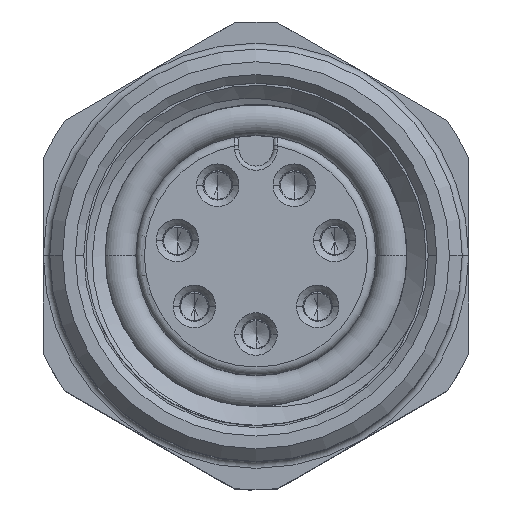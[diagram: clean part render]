
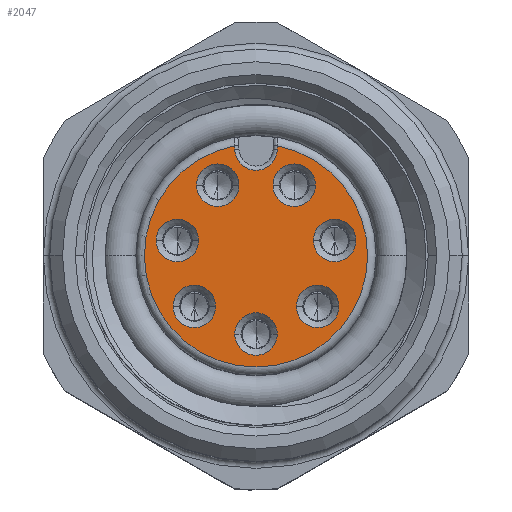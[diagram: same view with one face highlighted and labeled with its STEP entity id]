
A CAD part, top view. The second image highlights one B-rep face of the part: STEP entity #2047.
In plain terms, the highlighted planar face has unit normal (0, 0, 1).
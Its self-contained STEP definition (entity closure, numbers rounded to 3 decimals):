
#1=CARTESIAN_POINT('',(1.85,0.35,5.4));
#2=DIRECTION('',(0.,0.,-1.));
#3=DIRECTION('',(-1.,0.,0.));
#4=AXIS2_PLACEMENT_3D('',#1,#2,#3);
#6=CARTESIAN_POINT('',(1.85,0.35,5.4));
#7=DIRECTION('',(0.,0.,-1.));
#8=DIRECTION('',(1.,0.,0.));
#9=AXIS2_PLACEMENT_3D('',#6,#7,#8);
#11=CARTESIAN_POINT('',(1.45,-1.2,5.4));
#12=DIRECTION('',(0.,0.,-1.));
#13=DIRECTION('',(1.,0.,0.));
#14=AXIS2_PLACEMENT_3D('',#11,#12,#13);
#16=CARTESIAN_POINT('',(1.45,-1.2,5.4));
#17=DIRECTION('',(0.,0.,-1.));
#18=DIRECTION('',(-1.,0.,0.));
#19=AXIS2_PLACEMENT_3D('',#16,#17,#18);
#21=CARTESIAN_POINT('',(0.9,1.65,5.4));
#22=DIRECTION('',(0.,0.,-1.));
#23=DIRECTION('',(-1.,0.,0.));
#24=AXIS2_PLACEMENT_3D('',#21,#22,#23);
#26=CARTESIAN_POINT('',(0.9,1.65,5.4));
#27=DIRECTION('',(0.,0.,-1.));
#28=DIRECTION('',(1.,0.,0.));
#29=AXIS2_PLACEMENT_3D('',#26,#27,#28);
#31=CARTESIAN_POINT('',(-0.9,1.65,5.4));
#32=DIRECTION('',(0.,0.,-1.));
#33=DIRECTION('',(-1.,0.,0.));
#34=AXIS2_PLACEMENT_3D('',#31,#32,#33);
#36=CARTESIAN_POINT('',(-0.9,1.65,5.4));
#37=DIRECTION('',(0.,0.,-1.));
#38=DIRECTION('',(1.,0.,0.));
#39=AXIS2_PLACEMENT_3D('',#36,#37,#38);
#41=CARTESIAN_POINT('',(-1.85,0.35,5.4));
#42=DIRECTION('',(0.,0.,-1.));
#43=DIRECTION('',(1.,0.,0.));
#44=AXIS2_PLACEMENT_3D('',#41,#42,#43);
#46=CARTESIAN_POINT('',(-1.85,0.35,5.4));
#47=DIRECTION('',(0.,0.,-1.));
#48=DIRECTION('',(-1.,0.,0.));
#49=AXIS2_PLACEMENT_3D('',#46,#47,#48);
#51=CARTESIAN_POINT('',(-1.45,-1.2,5.4));
#52=DIRECTION('',(0.,0.,-1.));
#53=DIRECTION('',(1.,0.,0.));
#54=AXIS2_PLACEMENT_3D('',#51,#52,#53);
#56=CARTESIAN_POINT('',(-1.45,-1.2,5.4));
#57=DIRECTION('',(0.,0.,-1.));
#58=DIRECTION('',(-1.,0.,0.));
#59=AXIS2_PLACEMENT_3D('',#56,#57,#58);
#61=CARTESIAN_POINT('',(0.,-1.85,5.4));
#62=DIRECTION('',(0.,0.,-1.));
#63=DIRECTION('',(1.,0.,0.));
#64=AXIS2_PLACEMENT_3D('',#61,#62,#63);
#66=CARTESIAN_POINT('',(0.,-1.85,5.4));
#67=DIRECTION('',(0.,0.,-1.));
#68=DIRECTION('',(-1.,0.,0.));
#69=AXIS2_PLACEMENT_3D('',#66,#67,#68);
#71=DIRECTION('',(0.,1.,0.));
#72=VECTOR('',#71,0.077);
#73=CARTESIAN_POINT('',(-0.5,2.5,5.4));
#74=LINE('',#73,#72);
#75=CARTESIAN_POINT('',(0.,2.5,5.4));
#76=DIRECTION('',(0.,0.,-1.));
#77=DIRECTION('',(1.,0.,0.));
#78=AXIS2_PLACEMENT_3D('',#75,#76,#77);
#80=DIRECTION('',(0.,-1.,0.));
#81=VECTOR('',#80,0.077);
#82=CARTESIAN_POINT('',(0.5,2.577,5.4));
#83=LINE('',#82,#81);
#1256=CARTESIAN_POINT('',(-0.5,2.577,5.4));
#1266=CARTESIAN_POINT('',(0.,0.,5.4));
#1267=DIRECTION('',(0.,0.,1.));
#1268=DIRECTION('',(-0.19,0.982,0.));
#1269=AXIS2_PLACEMENT_3D('',#1266,#1267,#1268);
#1638=CARTESIAN_POINT('',(1.35,0.35,5.4));
#1639=CARTESIAN_POINT('',(2.35,0.35,5.4));
#1640=VERTEX_POINT('',#1638);
#1641=VERTEX_POINT('',#1639);
#1646=CARTESIAN_POINT('',(1.95,-1.2,5.4));
#1647=CARTESIAN_POINT('',(0.95,-1.2,5.4));
#1648=VERTEX_POINT('',#1646);
#1649=VERTEX_POINT('',#1647);
#1654=CARTESIAN_POINT('',(0.4,1.65,5.4));
#1655=CARTESIAN_POINT('',(1.4,1.65,5.4));
#1656=VERTEX_POINT('',#1654);
#1657=VERTEX_POINT('',#1655);
#1662=CARTESIAN_POINT('',(-1.4,1.65,5.4));
#1663=CARTESIAN_POINT('',(-0.4,1.65,5.4));
#1664=VERTEX_POINT('',#1662);
#1665=VERTEX_POINT('',#1663);
#1670=CARTESIAN_POINT('',(-1.35,0.35,5.4));
#1671=CARTESIAN_POINT('',(-2.35,0.35,5.4));
#1672=VERTEX_POINT('',#1670);
#1673=VERTEX_POINT('',#1671);
#1678=CARTESIAN_POINT('',(-0.95,-1.2,5.4));
#1679=CARTESIAN_POINT('',(-1.95,-1.2,5.4));
#1680=VERTEX_POINT('',#1678);
#1681=VERTEX_POINT('',#1679);
#1686=CARTESIAN_POINT('',(0.5,-1.85,5.4));
#1687=CARTESIAN_POINT('',(-0.5,-1.85,5.4));
#1688=VERTEX_POINT('',#1686);
#1689=VERTEX_POINT('',#1687);
#1706=VERTEX_POINT('',#1256);
#1708=CARTESIAN_POINT('',(-0.5,2.5,5.4));
#1709=VERTEX_POINT('',#1708);
#1712=CARTESIAN_POINT('',(0.5,2.5,5.4));
#1713=VERTEX_POINT('',#1712);
#1716=CARTESIAN_POINT('',(0.5,2.577,5.4));
#1717=VERTEX_POINT('',#1716);
#1990=CARTESIAN_POINT('',(0.,0.,5.4));
#1991=DIRECTION('',(0.,0.,1.));
#1992=DIRECTION('',(1.,0.,0.));
#1993=AXIS2_PLACEMENT_3D('',#1990,#1991,#1992);
#1994=PLANE('',#1993);
#1996=ORIENTED_EDGE('',*,*,#1995,.F.);
#1998=ORIENTED_EDGE('',*,*,#1997,.F.);
#2000=ORIENTED_EDGE('',*,*,#1999,.F.);
#2002=ORIENTED_EDGE('',*,*,#2001,.F.);
#2003=EDGE_LOOP('',(#1996,#1998,#2000,#2002));
#2004=FACE_OUTER_BOUND('',#2003,.F.);
#2006=ORIENTED_EDGE('',*,*,#2005,.F.);
#2008=ORIENTED_EDGE('',*,*,#2007,.F.);
#2009=EDGE_LOOP('',(#2006,#2008));
#2010=FACE_BOUND('',#2009,.F.);
#2012=ORIENTED_EDGE('',*,*,#2011,.F.);
#2014=ORIENTED_EDGE('',*,*,#2013,.F.);
#2015=EDGE_LOOP('',(#2012,#2014));
#2016=FACE_BOUND('',#2015,.F.);
#2018=ORIENTED_EDGE('',*,*,#2017,.F.);
#2020=ORIENTED_EDGE('',*,*,#2019,.F.);
#2021=EDGE_LOOP('',(#2018,#2020));
#2022=FACE_BOUND('',#2021,.F.);
#2024=ORIENTED_EDGE('',*,*,#2023,.F.);
#2026=ORIENTED_EDGE('',*,*,#2025,.F.);
#2027=EDGE_LOOP('',(#2024,#2026));
#2028=FACE_BOUND('',#2027,.F.);
#2030=ORIENTED_EDGE('',*,*,#2029,.F.);
#2032=ORIENTED_EDGE('',*,*,#2031,.F.);
#2033=EDGE_LOOP('',(#2030,#2032));
#2034=FACE_BOUND('',#2033,.F.);
#2036=ORIENTED_EDGE('',*,*,#2035,.F.);
#2038=ORIENTED_EDGE('',*,*,#2037,.F.);
#2039=EDGE_LOOP('',(#2036,#2038));
#2040=FACE_BOUND('',#2039,.F.);
#2042=ORIENTED_EDGE('',*,*,#2041,.F.);
#2044=ORIENTED_EDGE('',*,*,#2043,.F.);
#2045=EDGE_LOOP('',(#2042,#2044));
#2046=FACE_BOUND('',#2045,.F.);
#5=CIRCLE('',#4,0.5);
#10=CIRCLE('',#9,0.5);
#15=CIRCLE('',#14,0.5);
#20=CIRCLE('',#19,0.5);
#25=CIRCLE('',#24,0.5);
#30=CIRCLE('',#29,0.5);
#35=CIRCLE('',#34,0.5);
#40=CIRCLE('',#39,0.5);
#45=CIRCLE('',#44,0.5);
#50=CIRCLE('',#49,0.5);
#55=CIRCLE('',#54,0.5);
#60=CIRCLE('',#59,0.5);
#65=CIRCLE('',#64,0.5);
#70=CIRCLE('',#69,0.5);
#79=CIRCLE('',#78,0.5);
#1270=CIRCLE('',#1269,2.625);
#1995=EDGE_CURVE('',#1709,#1706,#74,.T.);
#1997=EDGE_CURVE('',#1713,#1709,#79,.T.);
#1999=EDGE_CURVE('',#1717,#1713,#83,.T.);
#2001=EDGE_CURVE('',#1706,#1717,#1270,.T.);
#2005=EDGE_CURVE('',#1648,#1649,#15,.T.);
#2007=EDGE_CURVE('',#1649,#1648,#20,.T.);
#2011=EDGE_CURVE('',#1656,#1657,#25,.T.);
#2013=EDGE_CURVE('',#1657,#1656,#30,.T.);
#2017=EDGE_CURVE('',#1664,#1665,#35,.T.);
#2019=EDGE_CURVE('',#1665,#1664,#40,.T.);
#2023=EDGE_CURVE('',#1672,#1673,#45,.T.);
#2025=EDGE_CURVE('',#1673,#1672,#50,.T.);
#2029=EDGE_CURVE('',#1680,#1681,#55,.T.);
#2031=EDGE_CURVE('',#1681,#1680,#60,.T.);
#2035=EDGE_CURVE('',#1688,#1689,#65,.T.);
#2037=EDGE_CURVE('',#1689,#1688,#70,.T.);
#2041=EDGE_CURVE('',#1640,#1641,#5,.T.);
#2043=EDGE_CURVE('',#1641,#1640,#10,.T.);
#2047=ADVANCED_FACE('',(#2004,#2010,#2016,#2022,#2028,#2034,#2040,#2046),#1994,
.T.);
